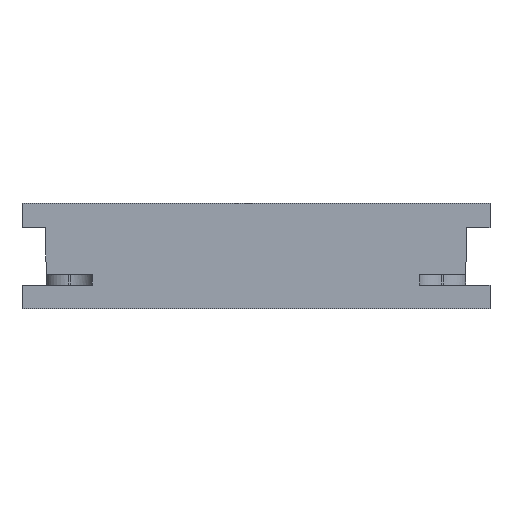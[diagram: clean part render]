
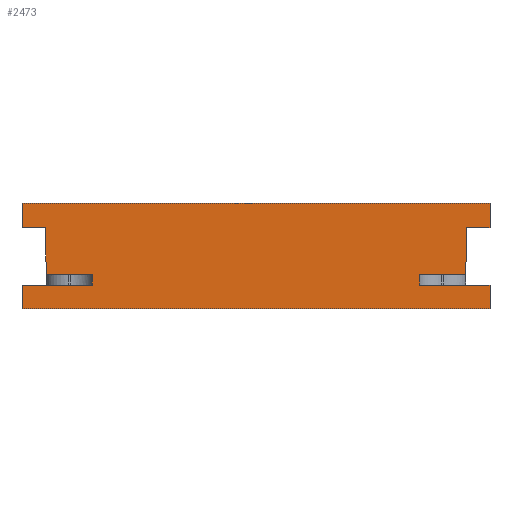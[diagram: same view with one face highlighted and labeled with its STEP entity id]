
A CAD part, front view. The second image highlights one B-rep face of the part: STEP entity #2473.
In plain terms, the highlighted planar face has unit normal (0, -1, 0).
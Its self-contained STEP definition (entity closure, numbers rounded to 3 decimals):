
#2364=AXIS2_PLACEMENT_3D('Plane Axis2P3D',#2361,#2362,#2363) ;
#288=CARTESIAN_POINT('Vertex',(3.,-3.,-0.64)) ;
#291=CARTESIAN_POINT('Line Origine',(0.,-3.,-0.64)) ;
#295=CARTESIAN_POINT('Vertex',(-3.,-3.,-0.64)) ;
#1174=CARTESIAN_POINT('Line Origine',(-3.,-3.,-0.49)) ;
#1178=CARTESIAN_POINT('Vertex',(-3.,-3.,-0.34)) ;
#1382=CARTESIAN_POINT('Line Origine',(3.,-3.,-0.49)) ;
#1386=CARTESIAN_POINT('Vertex',(3.,-3.,-0.34)) ;
#2361=CARTESIAN_POINT('Axis2P3D Location',(-3.,-3.,-0.22)) ;
#2366=CARTESIAN_POINT('Line Origine',(2.85,-3.,0.4)) ;
#2370=CARTESIAN_POINT('Vertex',(2.7,-3.,0.4)) ;
#2372=CARTESIAN_POINT('Vertex',(3.,-3.,0.4)) ;
#2375=CARTESIAN_POINT('Line Origine',(3.,-3.,0.555)) ;
#2379=CARTESIAN_POINT('Vertex',(3.,-3.,0.71)) ;
#2382=CARTESIAN_POINT('Line Origine',(0.,-3.,0.71)) ;
#2386=CARTESIAN_POINT('Vertex',(-3.,-3.,0.71)) ;
#2389=CARTESIAN_POINT('Line Origine',(-3.,-3.,0.555)) ;
#2393=CARTESIAN_POINT('Vertex',(-3.,-3.,0.4)) ;
#2396=CARTESIAN_POINT('Line Origine',(-2.85,-3.,0.4)) ;
#2400=CARTESIAN_POINT('Vertex',(-2.7,-3.,0.4)) ;
#2403=CARTESIAN_POINT('Line Origine',(-2.695,-3.,0.1)) ;
#2407=CARTESIAN_POINT('Vertex',(-2.69,-3.,-0.2)) ;
#2410=CARTESIAN_POINT('Line Origine',(-2.395,-3.,-0.2)) ;
#2414=CARTESIAN_POINT('Vertex',(-2.1,-3.,-0.2)) ;
#2417=CARTESIAN_POINT('Line Origine',(-2.1,-3.,-0.27)) ;
#2421=CARTESIAN_POINT('Vertex',(-2.1,-3.,-0.34)) ;
#2424=CARTESIAN_POINT('Line Origine',(-2.55,-3.,-0.34)) ;
#2429=CARTESIAN_POINT('Line Origine',(2.55,-3.,-0.34)) ;
#2433=CARTESIAN_POINT('Vertex',(2.1,-3.,-0.34)) ;
#2436=CARTESIAN_POINT('Line Origine',(2.1,-3.,-0.27)) ;
#2440=CARTESIAN_POINT('Vertex',(2.1,-3.,-0.2)) ;
#2443=CARTESIAN_POINT('Line Origine',(2.395,-3.,-0.2)) ;
#2447=CARTESIAN_POINT('Vertex',(2.69,-3.,-0.2)) ;
#2450=CARTESIAN_POINT('Line Origine',(2.695,-3.,0.1)) ;
#292=DIRECTION('Vector Direction',(1.,0.,0.)) ;
#1175=DIRECTION('Vector Direction',(0.,0.,-1.)) ;
#1383=DIRECTION('Vector Direction',(0.,0.,1.)) ;
#2362=DIRECTION('Axis2P3D Direction',(0.,-1.,0.)) ;
#2363=DIRECTION('Axis2P3D XDirection',(1.,0.,0.)) ;
#2367=DIRECTION('Vector Direction',(1.,0.,0.)) ;
#2376=DIRECTION('Vector Direction',(0.,0.,1.)) ;
#2383=DIRECTION('Vector Direction',(-1.,0.,0.)) ;
#2390=DIRECTION('Vector Direction',(0.,0.,-1.)) ;
#2397=DIRECTION('Vector Direction',(1.,0.,0.)) ;
#2404=DIRECTION('Vector Direction',(0.017,0.,-1.)) ;
#2411=DIRECTION('Vector Direction',(1.,0.,0.)) ;
#2418=DIRECTION('Vector Direction',(0.,0.,-1.)) ;
#2425=DIRECTION('Vector Direction',(1.,0.,0.)) ;
#2430=DIRECTION('Vector Direction',(1.,0.,0.)) ;
#2437=DIRECTION('Vector Direction',(0.,0.,1.)) ;
#2444=DIRECTION('Vector Direction',(1.,0.,0.)) ;
#2451=DIRECTION('Vector Direction',(0.017,0.,1.)) ;
#293=VECTOR('Line Direction',#292,1.) ;
#1176=VECTOR('Line Direction',#1175,1.) ;
#1384=VECTOR('Line Direction',#1383,1.) ;
#2368=VECTOR('Line Direction',#2367,1.) ;
#2377=VECTOR('Line Direction',#2376,1.) ;
#2384=VECTOR('Line Direction',#2383,1.) ;
#2391=VECTOR('Line Direction',#2390,1.) ;
#2398=VECTOR('Line Direction',#2397,1.) ;
#2405=VECTOR('Line Direction',#2404,1.) ;
#2412=VECTOR('Line Direction',#2411,1.) ;
#2419=VECTOR('Line Direction',#2418,1.) ;
#2426=VECTOR('Line Direction',#2425,1.) ;
#2431=VECTOR('Line Direction',#2430,1.) ;
#2438=VECTOR('Line Direction',#2437,1.) ;
#2445=VECTOR('Line Direction',#2444,1.) ;
#2452=VECTOR('Line Direction',#2451,1.) ;
#2456=ORIENTED_EDGE('',*,*,#2374,.T.) ;
#2457=ORIENTED_EDGE('',*,*,#2381,.T.) ;
#2458=ORIENTED_EDGE('',*,*,#2388,.T.) ;
#2459=ORIENTED_EDGE('',*,*,#2395,.T.) ;
#2460=ORIENTED_EDGE('',*,*,#2402,.T.) ;
#2461=ORIENTED_EDGE('',*,*,#2409,.T.) ;
#2462=ORIENTED_EDGE('',*,*,#2416,.T.) ;
#2463=ORIENTED_EDGE('',*,*,#2423,.T.) ;
#2464=ORIENTED_EDGE('',*,*,#2428,.F.) ;
#2465=ORIENTED_EDGE('',*,*,#1180,.T.) ;
#2466=ORIENTED_EDGE('',*,*,#297,.T.) ;
#2467=ORIENTED_EDGE('',*,*,#1388,.T.) ;
#2468=ORIENTED_EDGE('',*,*,#2435,.F.) ;
#2469=ORIENTED_EDGE('',*,*,#2442,.T.) ;
#2470=ORIENTED_EDGE('',*,*,#2449,.T.) ;
#2471=ORIENTED_EDGE('',*,*,#2454,.T.) ;
#2473=ADVANCED_FACE('',(#2472),#2365,.T.) ;
#297=EDGE_CURVE('',#296,#289,#294,.T.) ;
#1180=EDGE_CURVE('',#1179,#296,#1177,.T.) ;
#1388=EDGE_CURVE('',#289,#1387,#1385,.T.) ;
#2374=EDGE_CURVE('',#2371,#2373,#2369,.T.) ;
#2381=EDGE_CURVE('',#2373,#2380,#2378,.T.) ;
#2388=EDGE_CURVE('',#2380,#2387,#2385,.T.) ;
#2395=EDGE_CURVE('',#2387,#2394,#2392,.T.) ;
#2402=EDGE_CURVE('',#2394,#2401,#2399,.T.) ;
#2409=EDGE_CURVE('',#2401,#2408,#2406,.T.) ;
#2416=EDGE_CURVE('',#2408,#2415,#2413,.T.) ;
#2423=EDGE_CURVE('',#2415,#2422,#2420,.T.) ;
#2428=EDGE_CURVE('',#1179,#2422,#2427,.T.) ;
#2435=EDGE_CURVE('',#2434,#1387,#2432,.T.) ;
#2442=EDGE_CURVE('',#2434,#2441,#2439,.T.) ;
#2449=EDGE_CURVE('',#2441,#2448,#2446,.T.) ;
#2454=EDGE_CURVE('',#2448,#2371,#2453,.T.) ;
#2455=EDGE_LOOP('',(#2456,#2457,#2458,#2459,#2460,#2461,#2462,#2463,#2464,#2465,#2466,#2467,#2468,#2469,#2470,#2471)) ;
#2472=FACE_OUTER_BOUND('',#2455,.T.) ;
#294=LINE('Line',#291,#293) ;
#1177=LINE('Line',#1174,#1176) ;
#1385=LINE('Line',#1382,#1384) ;
#2369=LINE('Line',#2366,#2368) ;
#2378=LINE('Line',#2375,#2377) ;
#2385=LINE('Line',#2382,#2384) ;
#2392=LINE('Line',#2389,#2391) ;
#2399=LINE('Line',#2396,#2398) ;
#2406=LINE('Line',#2403,#2405) ;
#2413=LINE('Line',#2410,#2412) ;
#2420=LINE('Line',#2417,#2419) ;
#2427=LINE('Line',#2424,#2426) ;
#2432=LINE('Line',#2429,#2431) ;
#2439=LINE('Line',#2436,#2438) ;
#2446=LINE('Line',#2443,#2445) ;
#2453=LINE('Line',#2450,#2452) ;
#2365=PLANE('Plane',#2364) ;
#289=VERTEX_POINT('',#288) ;
#296=VERTEX_POINT('',#295) ;
#1179=VERTEX_POINT('',#1178) ;
#1387=VERTEX_POINT('',#1386) ;
#2371=VERTEX_POINT('',#2370) ;
#2373=VERTEX_POINT('',#2372) ;
#2380=VERTEX_POINT('',#2379) ;
#2387=VERTEX_POINT('',#2386) ;
#2394=VERTEX_POINT('',#2393) ;
#2401=VERTEX_POINT('',#2400) ;
#2408=VERTEX_POINT('',#2407) ;
#2415=VERTEX_POINT('',#2414) ;
#2422=VERTEX_POINT('',#2421) ;
#2434=VERTEX_POINT('',#2433) ;
#2441=VERTEX_POINT('',#2440) ;
#2448=VERTEX_POINT('',#2447) ;
